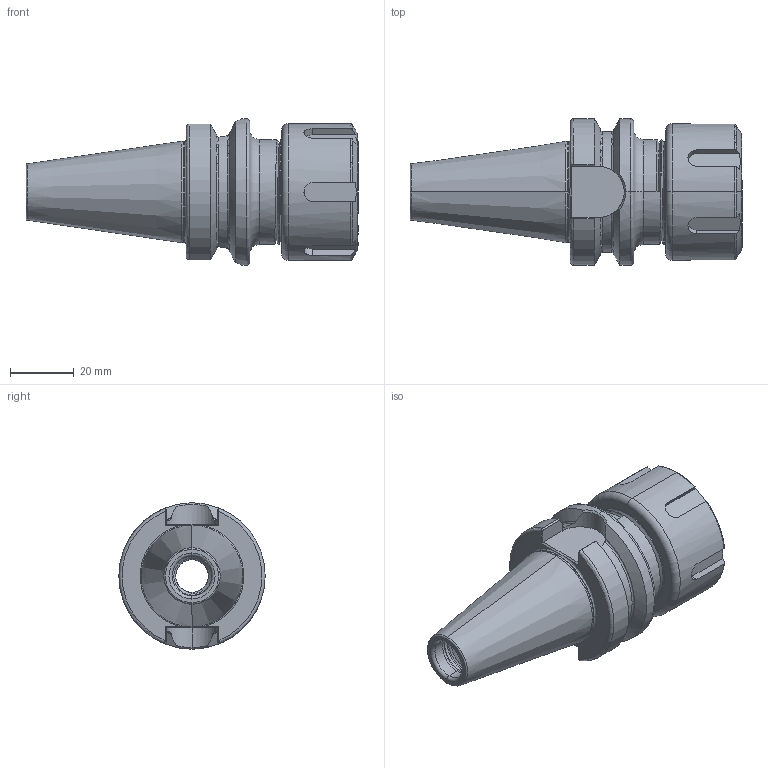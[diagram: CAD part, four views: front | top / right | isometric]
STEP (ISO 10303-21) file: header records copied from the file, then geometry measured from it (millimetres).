
FILE_DESCRIPTION (( 'STEP AP203' ), '1' );
FILE_NAME ('305.01.16.STEP', '2016-11-25T09:45:52', ( '' ), ( '' ), 'SwSTEP 2.0', 'SolidWorks 2012', '' );
FILE_SCHEMA (( 'CONFIG_CONTROL_DESIGN' ));
Length unit declared in the file: millimetre
Products named in the file (7): OZ16002PD; OZ螺帽螺絲 M4; OZ16001PD; 305.01.16; OZ16Y1; OZ16#100 3MM鋼珠
Assembly tree (40 placements, depth 3):
  305.01.16
    305.01.16
    OZ16Y1
      OZ16001PD
      OZ16002PD
      OZ螺帽螺絲 M4
      OZ16#100 3MM鋼珠  x35
Bounding box: 104.46 x 46 x 46 mm (x, y, z)
Volume: 66066.8 mm3; surface area: 32114.9 mm2
Topology: 39 solids, 39 shells, 395 faces, 1098 edges, 713 vertices
Faces by surface type: cylinder 119, sphere 70, plane 67, torus 53, cone 48, bspline 38
Entity records: 24244 total; most frequent: CARTESIAN_POINT 15250, ORIENTED_EDGE 1710, DIRECTION 1373, EDGE_CURVE 855, AXIS2_PLACEMENT_3D 558, VERTEX_POINT 540, EDGE_LOOP 337, FACE_OUTER_BOUND 327
